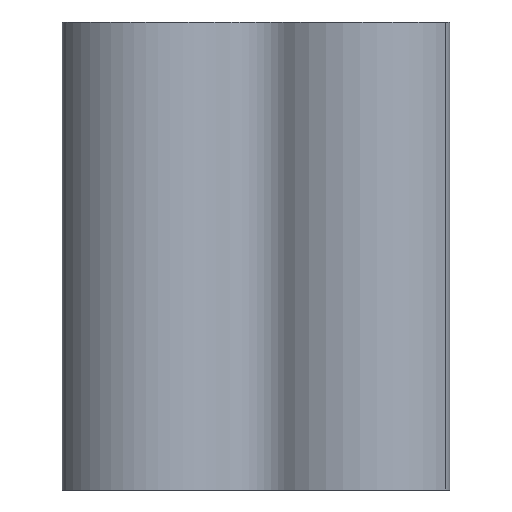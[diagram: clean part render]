
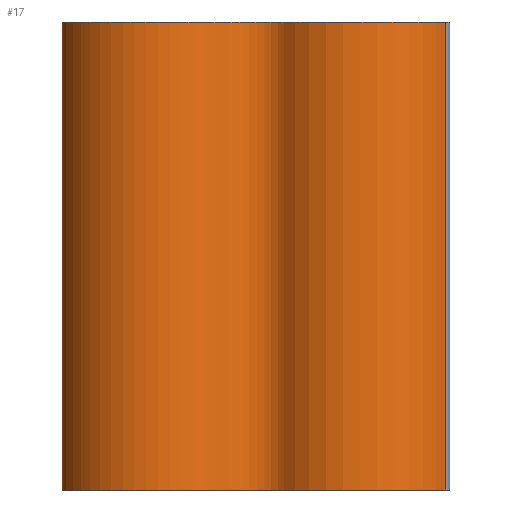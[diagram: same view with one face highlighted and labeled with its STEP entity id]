
A CAD part, front view. The second image highlights one B-rep face of the part: STEP entity #17.
In plain terms, the highlighted free-form (B-spline) face has degree [2, 1] with [27, 2] control points.
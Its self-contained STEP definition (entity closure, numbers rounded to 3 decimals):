
#17=ADVANCED_FACE($,(#21),#49,.T.);
#21=FACE_OUTER_BOUND($,#25,.T.);
#25=EDGE_LOOP($,(#34,#35,#36,#37));
#34=ORIENTED_EDGE($,*,*,#38,.F.);
#35=ORIENTED_EDGE($,*,*,#39,.T.);
#36=ORIENTED_EDGE($,*,*,#40,.T.);
#37=ORIENTED_EDGE($,*,*,#41,.F.);
#38=EDGE_CURVE($,#44,#46,#54,.T.);
#39=EDGE_CURVE($,#44,#45,#52,.T.);
#40=EDGE_CURVE($,#45,#47,#55,.T.);
#41=EDGE_CURVE($,#46,#47,#53,.T.);
#44=VERTEX_POINT($,#378);
#45=VERTEX_POINT($,#379);
#46=VERTEX_POINT($,#380);
#47=VERTEX_POINT($,#381);
#49=(
BOUNDED_SURFACE()
B_SPLINE_SURFACE(2,1,((#324,#325),(#326,#327),(#328,#329),(#330,#331),(#332,
#333),(#334,#335),(#336,#337),(#338,#339),(#340,#341),(#342,#343),(#344,
#345),(#346,#347),(#348,#349),(#350,#351),(#352,#353),(#354,#355),(#356,
#357),(#358,#359),(#360,#361),(#362,#363),(#364,#365),(#366,#367),(#368,
#369),(#370,#371),(#372,#373),(#374,#375),(#376,#377)),.UNSPECIFIED.,.F.,
.F.,.F.)
B_SPLINE_SURFACE_WITH_KNOTS((3,2,2,2,2,2,2,2,2,2,2,2,2,3),(2,2),(-23.677,
-23.049,-22.42,-20.516,-17.524,-14.531,
-12.627,-11.999,-11.371,-9.727,
-8.083,-6.653,-5.009,-3.366),
(0.,8.89),.UNSPECIFIED.)
GEOMETRIC_REPRESENTATION_ITEM()
RATIONAL_B_SPLINE_SURFACE(((1.,1.),(0.707,0.707),
(1.,1.),(0.707,0.707),(1.,1.),(0.814,
0.814),(1.,1.),(0.707,0.707),(1.,1.),
(0.707,0.707),(1.,1.),(0.814,0.814),
(0.864,0.864),(0.707,0.707),
(1.,1.),(0.707,0.707),(1.,1.),(0.908,
0.908),(1.,1.),(0.908,0.908),(1.,1.),
(0.755,0.755),(1.,1.),(0.908,0.908),
(1.,1.),(0.908,0.908),(1.,1.)))
REPRESENTATION_ITEM($)
SURFACE()
);
#52=B_SPLINE_CURVE_WITH_KNOTS($,1,(#183,#184),.UNSPECIFIED.,.F.,.F.,(2,2),
(0.,8.89),.UNSPECIFIED.);
#53=B_SPLINE_CURVE_WITH_KNOTS($,1,(#212,#213),.UNSPECIFIED.,.F.,.F.,(2,2),
(0.,8.89),.UNSPECIFIED.);
#54=(
BOUNDED_CURVE()
B_SPLINE_CURVE(2,(#156,#157,#158,#159,#160,#161,#162,#163,#164,#165,#166,
#167,#168,#169,#170,#171,#172,#173,#174,#175,#176,#177,#178,#179,#180,#181,
#182),.UNSPECIFIED.,.F.,.F.)
B_SPLINE_CURVE_WITH_KNOTS((3,2,2,2,2,2,2,2,2,2,2,2,2,3),(3.366,
5.009,6.653,8.083,9.727,11.371,
11.999,12.627,14.531,17.524,20.516,
22.42,23.049,23.677),.UNSPECIFIED.)
CURVE()
GEOMETRIC_REPRESENTATION_ITEM()
RATIONAL_B_SPLINE_CURVE((1.,0.908,1.,0.908,1.,0.755,
1.,0.908,1.,0.908,1.,0.707,1.,0.707,
0.864,0.814,1.,0.707,1.,0.707,
1.,0.814,1.,0.707,1.,0.707,1.))
REPRESENTATION_ITEM($)
);
#55=(
BOUNDED_CURVE()
B_SPLINE_CURVE(2,(#185,#186,#187,#188,#189,#190,#191,#192,#193,#194,#195,
#196,#197,#198,#199,#200,#201,#202,#203,#204,#205,#206,#207,#208,#209,#210,
#211),.UNSPECIFIED.,.F.,.F.)
B_SPLINE_CURVE_WITH_KNOTS((3,2,2,2,2,2,2,2,2,2,2,2,2,3),(3.366,
5.009,6.653,8.083,9.727,11.371,
11.999,12.627,14.531,17.524,20.516,
22.42,23.049,23.677),.UNSPECIFIED.)
CURVE()
GEOMETRIC_REPRESENTATION_ITEM()
RATIONAL_B_SPLINE_CURVE((1.,0.908,1.,0.908,1.,0.755,
1.,0.908,1.,0.908,1.,0.707,1.,0.707,
0.864,0.814,1.,0.707,1.,0.707,
1.,0.814,1.,0.707,1.,0.707,1.))
REPRESENTATION_ITEM($)
);
#156=CARTESIAN_POINT($,(206.803,-26.466,0.));
#157=CARTESIAN_POINT($,(206.313,-27.247,0.));
#158=CARTESIAN_POINT($,(205.4,-27.383,0.));
#159=CARTESIAN_POINT($,(204.487,-27.519,0.));
#160=CARTESIAN_POINT($,(203.79,-26.914,0.));
#161=CARTESIAN_POINT($,(203.2,-26.401,0.));
#162=CARTESIAN_POINT($,(202.61,-26.914,0.));
#163=CARTESIAN_POINT($,(201.913,-27.519,0.));
#164=CARTESIAN_POINT($,(201.,-27.383,0.));
#165=CARTESIAN_POINT($,(200.087,-27.247,0.));
#166=CARTESIAN_POINT($,(199.597,-26.466,0.));
#167=CARTESIAN_POINT($,(199.331,-26.042,0.));
#168=CARTESIAN_POINT($,(199.754,-25.776,0.));
#169=CARTESIAN_POINT($,(200.178,-25.511,0.));
#170=CARTESIAN_POINT($,(200.444,-25.934,0.));
#171=CARTESIAN_POINT($,(200.739,-26.405,0.));
#172=CARTESIAN_POINT($,(201.295,-26.405,0.));
#173=CARTESIAN_POINT($,(202.3,-26.405,0.));
#174=CARTESIAN_POINT($,(202.3,-25.4,0.));
#175=CARTESIAN_POINT($,(202.3,-24.395,0.));
#176=CARTESIAN_POINT($,(201.295,-24.395,0.));
#177=CARTESIAN_POINT($,(200.739,-24.395,0.));
#178=CARTESIAN_POINT($,(200.444,-24.866,0.));
#179=CARTESIAN_POINT($,(200.178,-25.289,0.));
#180=CARTESIAN_POINT($,(199.754,-25.024,0.));
#181=CARTESIAN_POINT($,(199.331,-24.758,0.));
#182=CARTESIAN_POINT($,(199.597,-24.334,0.));
#183=CARTESIAN_POINT($,(206.803,-26.466,0.));
#184=CARTESIAN_POINT($,(206.803,-26.466,8.89));
#185=CARTESIAN_POINT($,(206.803,-26.466,8.89));
#186=CARTESIAN_POINT($,(206.313,-27.247,8.89));
#187=CARTESIAN_POINT($,(205.4,-27.383,8.89));
#188=CARTESIAN_POINT($,(204.487,-27.519,8.89));
#189=CARTESIAN_POINT($,(203.79,-26.914,8.89));
#190=CARTESIAN_POINT($,(203.2,-26.401,8.89));
#191=CARTESIAN_POINT($,(202.61,-26.914,8.89));
#192=CARTESIAN_POINT($,(201.913,-27.519,8.89));
#193=CARTESIAN_POINT($,(201.,-27.383,8.89));
#194=CARTESIAN_POINT($,(200.087,-27.247,8.89));
#195=CARTESIAN_POINT($,(199.597,-26.466,8.89));
#196=CARTESIAN_POINT($,(199.331,-26.042,8.89));
#197=CARTESIAN_POINT($,(199.754,-25.776,8.89));
#198=CARTESIAN_POINT($,(200.178,-25.511,8.89));
#199=CARTESIAN_POINT($,(200.444,-25.934,8.89));
#200=CARTESIAN_POINT($,(200.739,-26.405,8.89));
#201=CARTESIAN_POINT($,(201.295,-26.405,8.89));
#202=CARTESIAN_POINT($,(202.3,-26.405,8.89));
#203=CARTESIAN_POINT($,(202.3,-25.4,8.89));
#204=CARTESIAN_POINT($,(202.3,-24.395,8.89));
#205=CARTESIAN_POINT($,(201.295,-24.395,8.89));
#206=CARTESIAN_POINT($,(200.739,-24.395,8.89));
#207=CARTESIAN_POINT($,(200.444,-24.866,8.89));
#208=CARTESIAN_POINT($,(200.178,-25.289,8.89));
#209=CARTESIAN_POINT($,(199.754,-25.024,8.89));
#210=CARTESIAN_POINT($,(199.331,-24.758,8.89));
#211=CARTESIAN_POINT($,(199.597,-24.334,8.89));
#212=CARTESIAN_POINT($,(199.597,-24.334,0.));
#213=CARTESIAN_POINT($,(199.597,-24.334,8.89));
#324=CARTESIAN_POINT($,(199.597,-24.334,0.));
#325=CARTESIAN_POINT($,(199.597,-24.334,8.89));
#326=CARTESIAN_POINT($,(199.331,-24.758,0.));
#327=CARTESIAN_POINT($,(199.331,-24.758,8.89));
#328=CARTESIAN_POINT($,(199.754,-25.024,0.));
#329=CARTESIAN_POINT($,(199.754,-25.024,8.89));
#330=CARTESIAN_POINT($,(200.178,-25.289,0.));
#331=CARTESIAN_POINT($,(200.178,-25.289,8.89));
#332=CARTESIAN_POINT($,(200.444,-24.866,0.));
#333=CARTESIAN_POINT($,(200.444,-24.866,8.89));
#334=CARTESIAN_POINT($,(200.739,-24.395,0.));
#335=CARTESIAN_POINT($,(200.739,-24.395,8.89));
#336=CARTESIAN_POINT($,(201.295,-24.395,0.));
#337=CARTESIAN_POINT($,(201.295,-24.395,8.89));
#338=CARTESIAN_POINT($,(202.3,-24.395,0.));
#339=CARTESIAN_POINT($,(202.3,-24.395,8.89));
#340=CARTESIAN_POINT($,(202.3,-25.4,0.));
#341=CARTESIAN_POINT($,(202.3,-25.4,8.89));
#342=CARTESIAN_POINT($,(202.3,-26.405,0.));
#343=CARTESIAN_POINT($,(202.3,-26.405,8.89));
#344=CARTESIAN_POINT($,(201.295,-26.405,0.));
#345=CARTESIAN_POINT($,(201.295,-26.405,8.89));
#346=CARTESIAN_POINT($,(200.739,-26.405,0.));
#347=CARTESIAN_POINT($,(200.739,-26.405,8.89));
#348=CARTESIAN_POINT($,(200.444,-25.934,0.));
#349=CARTESIAN_POINT($,(200.444,-25.934,8.89));
#350=CARTESIAN_POINT($,(200.178,-25.511,0.));
#351=CARTESIAN_POINT($,(200.178,-25.511,8.89));
#352=CARTESIAN_POINT($,(199.754,-25.776,0.));
#353=CARTESIAN_POINT($,(199.754,-25.776,8.89));
#354=CARTESIAN_POINT($,(199.331,-26.042,0.));
#355=CARTESIAN_POINT($,(199.331,-26.042,8.89));
#356=CARTESIAN_POINT($,(199.597,-26.466,0.));
#357=CARTESIAN_POINT($,(199.597,-26.466,8.89));
#358=CARTESIAN_POINT($,(200.087,-27.247,0.));
#359=CARTESIAN_POINT($,(200.087,-27.247,8.89));
#360=CARTESIAN_POINT($,(201.,-27.383,0.));
#361=CARTESIAN_POINT($,(201.,-27.383,8.89));
#362=CARTESIAN_POINT($,(201.913,-27.519,0.));
#363=CARTESIAN_POINT($,(201.913,-27.519,8.89));
#364=CARTESIAN_POINT($,(202.61,-26.914,0.));
#365=CARTESIAN_POINT($,(202.61,-26.914,8.89));
#366=CARTESIAN_POINT($,(203.2,-26.401,0.));
#367=CARTESIAN_POINT($,(203.2,-26.401,8.89));
#368=CARTESIAN_POINT($,(203.79,-26.914,0.));
#369=CARTESIAN_POINT($,(203.79,-26.914,8.89));
#370=CARTESIAN_POINT($,(204.487,-27.519,0.));
#371=CARTESIAN_POINT($,(204.487,-27.519,8.89));
#372=CARTESIAN_POINT($,(205.4,-27.383,0.));
#373=CARTESIAN_POINT($,(205.4,-27.383,8.89));
#374=CARTESIAN_POINT($,(206.313,-27.247,0.));
#375=CARTESIAN_POINT($,(206.313,-27.247,8.89));
#376=CARTESIAN_POINT($,(206.803,-26.466,0.));
#377=CARTESIAN_POINT($,(206.803,-26.466,8.89));
#378=CARTESIAN_POINT($,(206.803,-26.466,0.));
#379=CARTESIAN_POINT($,(206.803,-26.466,8.89));
#380=CARTESIAN_POINT($,(199.597,-24.334,0.));
#381=CARTESIAN_POINT($,(199.597,-24.334,8.89));
